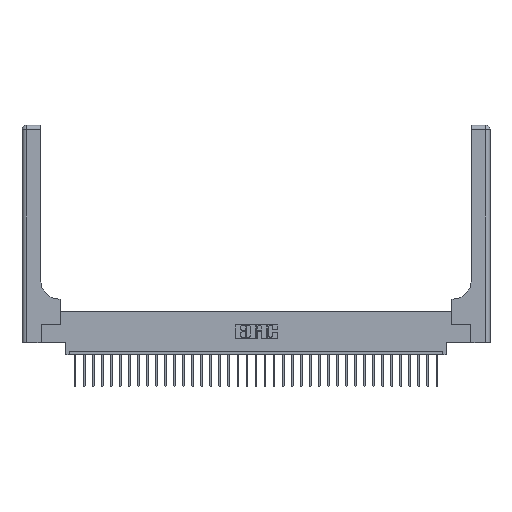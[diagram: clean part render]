
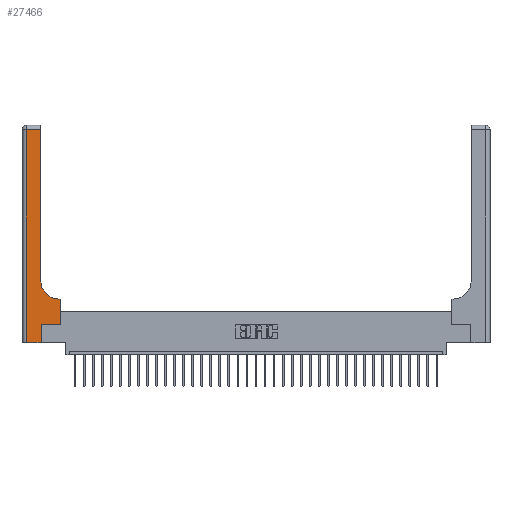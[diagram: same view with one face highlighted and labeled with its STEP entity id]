
A CAD part, top view. The second image highlights one B-rep face of the part: STEP entity #27466.
In plain terms, the highlighted planar face has unit normal (0, 0, 1).
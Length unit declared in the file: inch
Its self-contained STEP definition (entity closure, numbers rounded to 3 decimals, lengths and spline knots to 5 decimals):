
#1692 = DIRECTION ( 'NONE',  ( 1., 0., 0. ) ) ;
#1950 = VERTEX_POINT ( 'NONE', #15727 ) ;
#2066 = ORIENTED_EDGE ( 'NONE', *, *, #15917, .T. ) ;
#2271 = CARTESIAN_POINT ( 'NONE',  ( 0.265, 0., 0.37 ) ) ;
#2420 = VERTEX_POINT ( 'NONE', #22489 ) ;
#2815 = LINE ( 'NONE', #12523, #11243 ) ;
#3122 = VECTOR ( 'NONE', #23943, 39.37008 ) ;
#3438 = PLANE ( 'NONE',  #5491 ) ;
#4192 = VERTEX_POINT ( 'NONE', #2271 ) ;
#4838 = DIRECTION ( 'NONE',  ( 1., 0., 0. ) ) ;
#5188 = CARTESIAN_POINT ( 'NONE',  ( 0.528, 0.6, 0.37 ) ) ;
#5491 = AXIS2_PLACEMENT_3D ( 'NONE', #15680, #18043, #27716 ) ;
#5541 = VECTOR ( 'NONE', #7519, 39.37008 ) ;
#6081 = EDGE_CURVE ( 'NONE', #13571, #1950, #19405, .T. ) ;
#6436 = EDGE_CURVE ( 'NONE', #4192, #2420, #2815, .T. ) ;
#7328 = ORIENTED_EDGE ( 'NONE', *, *, #28197, .T. ) ;
#7370 = ORIENTED_EDGE ( 'NONE', *, *, #16154, .T. ) ;
#7509 = CARTESIAN_POINT ( 'NONE',  ( 0.06, 3., 0.37 ) ) ;
#7519 = DIRECTION ( 'NONE',  ( 0., 1., 0. ) ) ;
#7673 = DIRECTION ( 'NONE',  ( 0., -1., 0. ) ) ;
#7731 = VERTEX_POINT ( 'NONE', #24275 ) ;
#8220 = CARTESIAN_POINT ( 'NONE',  ( 0.265, 0.25, 0.37 ) ) ;
#8476 = DIRECTION ( 'NONE',  ( 1., 0., 0. ) ) ;
#8680 = AXIS2_PLACEMENT_3D ( 'NONE', #28509, #16149, #1692 ) ;
#9099 = VECTOR ( 'NONE', #7673, 39.37008 ) ;
#9109 = EDGE_CURVE ( 'NONE', #2420, #7731, #29910, .T. ) ;
#10244 = DIRECTION ( 'NONE',  ( 0., 1., 0. ) ) ;
#10378 = ORIENTED_EDGE ( 'NONE', *, *, #9109, .T. ) ;
#10881 = VERTEX_POINT ( 'NONE', #14987 ) ;
#11003 = DIRECTION ( 'NONE',  ( -1., 0., 0. ) ) ;
#11243 = VECTOR ( 'NONE', #29302, 39.37008 ) ;
#11755 = VERTEX_POINT ( 'NONE', #5188 ) ;
#12055 = CARTESIAN_POINT ( 'NONE',  ( 0.26, 0.85, 0.37 ) ) ;
#12523 = CARTESIAN_POINT ( 'NONE',  ( 0.265, 0., 0.37 ) ) ;
#13571 = VERTEX_POINT ( 'NONE', #12055 ) ;
#13772 = VECTOR ( 'NONE', #4838, 39.37008 ) ;
#14987 = CARTESIAN_POINT ( 'NONE',  ( 0.06, 0., 0.37 ) ) ;
#15014 = EDGE_CURVE ( 'NONE', #24282, #13571, #28894, .T. ) ;
#15680 = CARTESIAN_POINT ( 'NONE',  ( 0., 3., 0.37 ) ) ;
#15727 = CARTESIAN_POINT ( 'NONE',  ( 0.26, 2.94, 0.37 ) ) ;
#15917 = EDGE_CURVE ( 'NONE', #1950, #25977, #23028, .T. ) ;
#16149 = DIRECTION ( 'NONE',  ( 0., 0., -1. ) ) ;
#16154 = EDGE_CURVE ( 'NONE', #10881, #4192, #30173, .T. ) ;
#16536 = ORIENTED_EDGE ( 'NONE', *, *, #19927, .T. ) ;
#17334 = VECTOR ( 'NONE', #11003, 39.37008 ) ;
#17897 = EDGE_CURVE ( 'NONE', #11755, #24282, #26639, .T. ) ;
#18043 = DIRECTION ( 'NONE',  ( 0., 0., -1. ) ) ;
#18934 = VECTOR ( 'NONE', #10244, 39.37008 ) ;
#19405 = LINE ( 'NONE', #26532, #5541 ) ;
#19516 = CARTESIAN_POINT ( 'NONE',  ( 0.26, 0.6, 0.37 ) ) ;
#19550 = LINE ( 'NONE', #7509, #9099 ) ;
#19927 = EDGE_CURVE ( 'NONE', #7731, #11755, #27340, .T. ) ;
#19997 = ORIENTED_EDGE ( 'NONE', *, *, #6081, .T. ) ;
#20106 = FACE_OUTER_BOUND ( 'NONE', #29767, .T. ) ;
#22489 = CARTESIAN_POINT ( 'NONE',  ( 0.265, 0.25, 0.37 ) ) ;
#22562 = CARTESIAN_POINT ( 'NONE',  ( 0., 0., 0.37 ) ) ;
#22833 = ORIENTED_EDGE ( 'NONE', *, *, #6436, .T. ) ;
#23028 = LINE ( 'NONE', #27956, #17334 ) ;
#23943 = DIRECTION ( 'NONE',  ( -1., 0., 0. ) ) ;
#24275 = CARTESIAN_POINT ( 'NONE',  ( 0.528, 0.25, 0.37 ) ) ;
#24282 = VERTEX_POINT ( 'NONE', #29035 ) ;
#25857 = VECTOR ( 'NONE', #8476, 39.37008 ) ;
#25977 = VERTEX_POINT ( 'NONE', #31076 ) ;
#26532 = CARTESIAN_POINT ( 'NONE',  ( 0.26, 3., 0.37 ) ) ;
#26639 = LINE ( 'NONE', #19516, #3122 ) ;
#26709 = CARTESIAN_POINT ( 'NONE',  ( 0.528, 0.25, 0.37 ) ) ;
#27340 = LINE ( 'NONE', #26709, #18934 ) ;
#27466 = ADVANCED_FACE ( 'NONE', ( #20106 ), #3438, .F. ) ;
#27716 = DIRECTION ( 'NONE',  ( -1., 0., 0. ) ) ;
#27956 = CARTESIAN_POINT ( 'NONE',  ( 0., 2.94, 0.37 ) ) ;
#28197 = EDGE_CURVE ( 'NONE', #25977, #10881, #19550, .T. ) ;
#28463 = ORIENTED_EDGE ( 'NONE', *, *, #17897, .T. ) ;
#28509 = CARTESIAN_POINT ( 'NONE',  ( 0.51, 0.85, 0.37 ) ) ;
#28894 = CIRCLE ( 'NONE', #8680, 0.25 ) ;
#29035 = CARTESIAN_POINT ( 'NONE',  ( 0.51, 0.6, 0.37 ) ) ;
#29302 = DIRECTION ( 'NONE',  ( 0., 1., 0. ) ) ;
#29767 = EDGE_LOOP ( 'NONE', ( #19997, #2066, #7328, #7370, #22833, #10378, #16536, #28463, #31158 ) ) ;
#29910 = LINE ( 'NONE', #8220, #13772 ) ;
#30173 = LINE ( 'NONE', #22562, #25857 ) ;
#31076 = CARTESIAN_POINT ( 'NONE',  ( 0.06, 2.94, 0.37 ) ) ;
#31158 = ORIENTED_EDGE ( 'NONE', *, *, #15014, .T. ) ;
